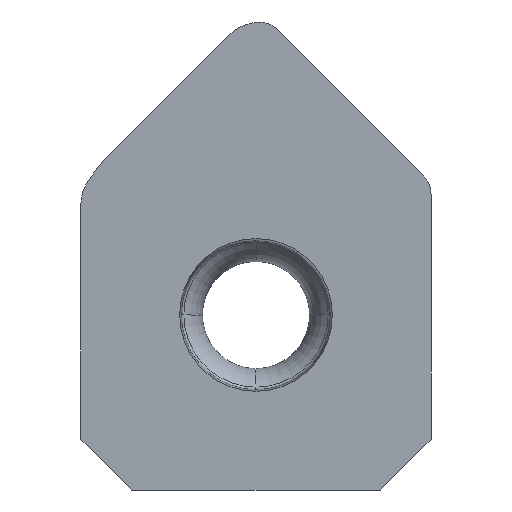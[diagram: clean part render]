
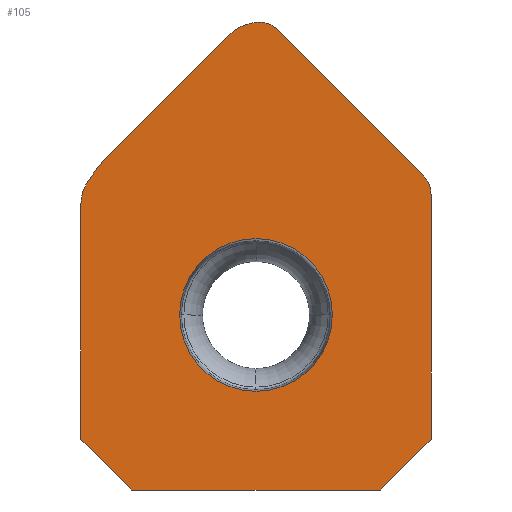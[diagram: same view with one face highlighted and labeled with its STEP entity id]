
A CAD part, top view. The second image highlights one B-rep face of the part: STEP entity #105.
In plain terms, the highlighted planar face has unit normal (0, 0, 1).
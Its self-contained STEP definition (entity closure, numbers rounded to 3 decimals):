
#105=ADVANCED_FACE('',(#228,#229),#146,.T.);
#146=PLANE('',#716);
#157=ELLIPSE('',#711,1.201,1.05);
#164=LINE('',#1151,#198);
#166=LINE('',#1185,#200);
#167=LINE('',#1187,#201);
#168=LINE('',#1189,#202);
#169=LINE('',#1191,#203);
#170=LINE('',#1193,#204);
#198=VECTOR('',#811,1.);
#200=VECTOR('',#815,1.);
#201=VECTOR('',#816,1.);
#202=VECTOR('',#817,1.);
#203=VECTOR('',#818,1.);
#204=VECTOR('',#819,1.);
#228=FACE_BOUND('',#233,.T.);
#229=FACE_BOUND('',#234,.T.);
#233=EDGE_LOOP('',(#293,#294,#295,#296,#297,#298,#299,#300,#301,#302));
#234=EDGE_LOOP('',(#303,#304,#305,#306));
#293=ORIENTED_EDGE('',*,*,#538,.F.);
#294=ORIENTED_EDGE('',*,*,#539,.T.);
#295=ORIENTED_EDGE('',*,*,#540,.F.);
#296=ORIENTED_EDGE('',*,*,#541,.T.);
#297=ORIENTED_EDGE('',*,*,#542,.F.);
#298=ORIENTED_EDGE('',*,*,#543,.T.);
#299=ORIENTED_EDGE('',*,*,#544,.T.);
#300=ORIENTED_EDGE('',*,*,#545,.T.);
#301=ORIENTED_EDGE('',*,*,#536,.F.);
#302=ORIENTED_EDGE('',*,*,#546,.T.);
#303=ORIENTED_EDGE('',*,*,#547,.T.);
#304=ORIENTED_EDGE('',*,*,#548,.T.);
#305=ORIENTED_EDGE('',*,*,#549,.T.);
#306=ORIENTED_EDGE('',*,*,#550,.T.);
#479=VERTEX_POINT('',#1150);
#480=VERTEX_POINT('',#1152);
#481=VERTEX_POINT('',#1159);
#482=VERTEX_POINT('',#1160);
#483=VERTEX_POINT('',#1184);
#484=VERTEX_POINT('',#1186);
#485=VERTEX_POINT('',#1188);
#486=VERTEX_POINT('',#1190);
#487=VERTEX_POINT('',#1192);
#488=VERTEX_POINT('',#1194);
#489=VERTEX_POINT('',#1216);
#490=VERTEX_POINT('',#1217);
#491=VERTEX_POINT('',#1219);
#492=VERTEX_POINT('',#1221);
#536=EDGE_CURVE('',#479,#480,#164,.T.);
#538=EDGE_CURVE('',#481,#482,#669,.T.);
#539=EDGE_CURVE('',#481,#483,#670,.T.);
#540=EDGE_CURVE('',#484,#483,#166,.T.);
#541=EDGE_CURVE('',#484,#485,#167,.T.);
#542=EDGE_CURVE('',#486,#485,#168,.T.);
#543=EDGE_CURVE('',#486,#487,#169,.T.);
#544=EDGE_CURVE('',#487,#488,#170,.T.);
#545=EDGE_CURVE('',#488,#480,#157,.T.);
#546=EDGE_CURVE('',#479,#482,#671,.T.);
#547=EDGE_CURVE('',#489,#490,#619,.T.);
#548=EDGE_CURVE('',#490,#491,#620,.T.);
#549=EDGE_CURVE('',#491,#492,#621,.T.);
#550=EDGE_CURVE('',#492,#489,#622,.T.);
#619=CIRCLE('',#712,2.922);
#620=CIRCLE('',#713,2.922);
#621=CIRCLE('',#714,2.922);
#622=CIRCLE('',#715,2.922);
#669=B_SPLINE_CURVE_WITH_KNOTS('',3,(#1155,#1156,#1157,#1158),
 .UNSPECIFIED.,.F.,.F.,(4,4),(0.,1.),.UNSPECIFIED.);
#670=B_SPLINE_CURVE_WITH_KNOTS('',3,(#1161,#1162,#1163,#1164,#1165,#1166,
#1167,#1168,#1169,#1170,#1171,#1172,#1173,#1174,#1175,#1176,#1177,#1178,
#1179,#1180,#1181,#1182,#1183),.UNSPECIFIED.,.F.,.F.,(4,1,1,1,1,1,1,1,1,
1,1,1,1,1,1,1,1,1,1,1,4),(0.,0.063,0.125,0.156,0.188,0.219,0.25,0.313,
0.375,0.43,0.438,0.453,0.469,0.5,0.516,0.531,0.563,0.625,
0.75,0.875,1.),.UNSPECIFIED.);
#671=B_SPLINE_CURVE_WITH_KNOTS('',3,(#1196,#1197,#1198,#1199,#1200,#1201,
#1202,#1203,#1204,#1205,#1206,#1207,#1208,#1209,#1210,#1211,#1212,#1213,
#1214),.UNSPECIFIED.,.F.,.F.,(4,1,1,1,1,1,1,1,1,1,1,1,1,1,1,1,4),(0.,0.125,
0.25,0.375,0.438,0.5,0.516,0.531,0.563,0.594,0.609,0.625,0.688,
0.75,0.813,0.875,1.),.UNSPECIFIED.);
#711=AXIS2_PLACEMENT_3D('',#1195,#820,#821);
#712=AXIS2_PLACEMENT_3D('',#1215,#822,#823);
#713=AXIS2_PLACEMENT_3D('',#1218,#824,#825);
#714=AXIS2_PLACEMENT_3D('',#1220,#826,#827);
#715=AXIS2_PLACEMENT_3D('',#1222,#828,#829);
#716=AXIS2_PLACEMENT_3D('',#1223,#830,#831);
#811=DIRECTION('',(0.707,-0.707,0.));
#815=DIRECTION('',(0.,1.,0.));
#816=DIRECTION('',(0.707,-0.707,0.));
#817=DIRECTION('',(-1.,0.,0.));
#818=DIRECTION('',(0.707,0.707,0.));
#819=DIRECTION('',(0.,1.,0.));
#820=DIRECTION('',(0.,0.,1.));
#821=DIRECTION('',(0.655,0.756,0.));
#822=DIRECTION('',(0.,0.,-1.));
#823=DIRECTION('',(1.,0.,0.));
#824=DIRECTION('',(0.,0.,-1.));
#825=DIRECTION('',(1.,0.,0.));
#826=DIRECTION('',(0.,0.,-1.));
#827=DIRECTION('',(1.,0.,0.));
#828=DIRECTION('',(0.,0.,-1.));
#829=DIRECTION('',(1.,0.,0.));
#830=DIRECTION('',(0.,0.,1.));
#831=DIRECTION('',(1.,0.,0.));
#1150=CARTESIAN_POINT('',(0.819,10.919,0.3));
#1151=CARTESIAN_POINT('',(5.869,5.869,0.3));
#1152=CARTESIAN_POINT('',(6.417,5.321,0.3));
#1155=CARTESIAN_POINT('',(-5.862,5.862,0.3));
#1156=CARTESIAN_POINT('',(-4.229,7.494,0.3));
#1157=CARTESIAN_POINT('',(-2.595,9.126,0.3));
#1158=CARTESIAN_POINT('',(-0.961,10.758,0.3));
#1159=CARTESIAN_POINT('',(-5.862,5.862,0.3));
#1160=CARTESIAN_POINT('',(-0.961,10.758,0.3));
#1161=CARTESIAN_POINT('',(-5.862,5.862,0.3));
#1162=CARTESIAN_POINT('',(-5.889,5.835,0.3));
#1163=CARTESIAN_POINT('',(-5.942,5.779,0.3));
#1164=CARTESIAN_POINT('',(-6.005,5.706,0.3));
#1165=CARTESIAN_POINT('',(-6.054,5.645,0.3));
#1166=CARTESIAN_POINT('',(-6.089,5.599,0.3));
#1167=CARTESIAN_POINT('',(-6.124,5.553,0.3));
#1168=CARTESIAN_POINT('',(-6.168,5.49,0.3));
#1169=CARTESIAN_POINT('',(-6.223,5.411,0.3));
#1170=CARTESIAN_POINT('',(-6.287,5.32,0.3));
#1171=CARTESIAN_POINT('',(-6.331,5.256,0.3));
#1172=CARTESIAN_POINT('',(-6.359,5.217,0.3));
#1173=CARTESIAN_POINT('',(-6.373,5.197,0.3));
#1174=CARTESIAN_POINT('',(-6.395,5.166,0.3));
#1175=CARTESIAN_POINT('',(-6.417,5.134,0.3));
#1176=CARTESIAN_POINT('',(-6.439,5.102,0.3));
#1177=CARTESIAN_POINT('',(-6.461,5.07,0.3));
#1178=CARTESIAN_POINT('',(-6.497,5.013,0.3));
#1179=CARTESIAN_POINT('',(-6.562,4.894,0.3));
#1180=CARTESIAN_POINT('',(-6.635,4.715,0.3));
#1181=CARTESIAN_POINT('',(-6.688,4.489,0.3));
#1182=CARTESIAN_POINT('',(-6.7,4.334,0.3));
#1183=CARTESIAN_POINT('',(-6.7,4.257,0.3));
#1184=CARTESIAN_POINT('',(-6.7,4.257,0.3));
#1185=CARTESIAN_POINT('',(-6.7,0.,0.3));
#1186=CARTESIAN_POINT('',(-6.7,-4.755,0.3));
#1187=CARTESIAN_POINT('',(-5.727,-5.727,0.3));
#1188=CARTESIAN_POINT('',(-4.755,-6.7,0.3));
#1189=CARTESIAN_POINT('',(-16.917,-6.7,0.3));
#1190=CARTESIAN_POINT('',(4.755,-6.7,0.3));
#1191=CARTESIAN_POINT('',(5.727,-5.727,0.3));
#1192=CARTESIAN_POINT('',(6.7,-4.755,0.3));
#1193=CARTESIAN_POINT('',(6.7,0.,0.3));
#1194=CARTESIAN_POINT('',(6.7,4.608,0.3));
#1195=CARTESIAN_POINT('',(5.583,4.458,0.3));
#1196=CARTESIAN_POINT('',(0.819,10.919,0.3));
#1197=CARTESIAN_POINT('',(0.761,10.977,0.3));
#1198=CARTESIAN_POINT('',(0.63,11.079,0.3));
#1199=CARTESIAN_POINT('',(0.403,11.179,0.3));
#1200=CARTESIAN_POINT('',(0.198,11.214,0.3));
#1201=CARTESIAN_POINT('',(0.033,11.211,0.3));
#1202=CARTESIAN_POINT('',(-0.059,11.198,0.3));
#1203=CARTESIAN_POINT('',(-0.119,11.184,0.3));
#1204=CARTESIAN_POINT('',(-0.159,11.174,0.3));
#1205=CARTESIAN_POINT('',(-0.209,11.161,0.3));
#1206=CARTESIAN_POINT('',(-0.258,11.147,0.3));
#1207=CARTESIAN_POINT('',(-0.298,11.137,0.3));
#1208=CARTESIAN_POINT('',(-0.358,11.12,0.3));
#1209=CARTESIAN_POINT('',(-0.445,11.091,0.3));
#1210=CARTESIAN_POINT('',(-0.559,11.042,0.3));
#1211=CARTESIAN_POINT('',(-0.668,10.984,0.3));
#1212=CARTESIAN_POINT('',(-0.807,10.895,0.3));
#1213=CARTESIAN_POINT('',(-0.902,10.816,0.3));
#1214=CARTESIAN_POINT('',(-0.961,10.758,0.3));
#1215=CARTESIAN_POINT('',(0.,0.,0.3));
#1216=CARTESIAN_POINT('',(0.,2.922,0.3));
#1217=CARTESIAN_POINT('',(2.922,0.,0.3));
#1218=CARTESIAN_POINT('',(0.,0.,
0.3));
#1219=CARTESIAN_POINT('',(0.,-2.922,0.3));
#1220=CARTESIAN_POINT('',(0.,0.,0.3));
#1221=CARTESIAN_POINT('',(-2.922,0.,0.3));
#1222=CARTESIAN_POINT('',(0.,0.,0.3));
#1223=CARTESIAN_POINT('',(0.,0.,0.3));
